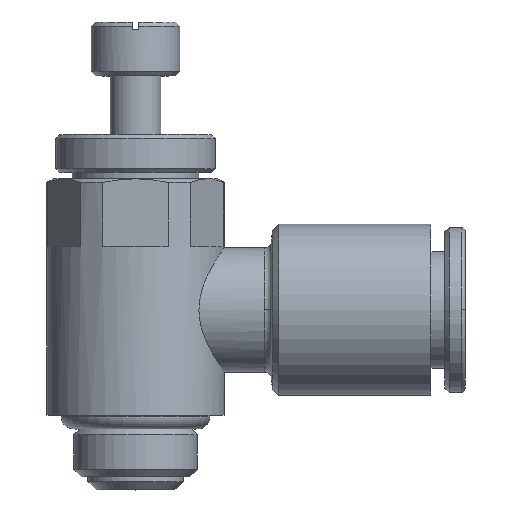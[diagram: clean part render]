
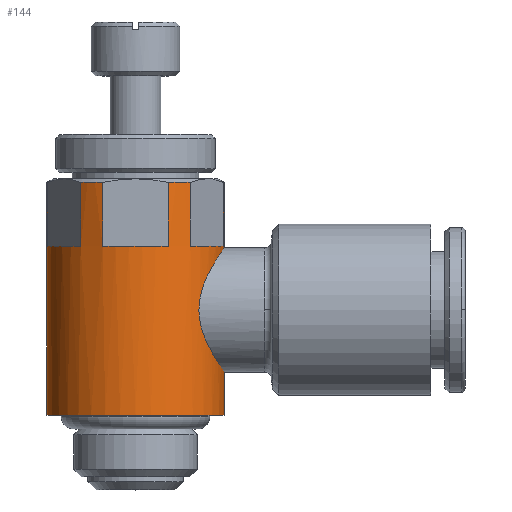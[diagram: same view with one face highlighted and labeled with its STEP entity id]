
A CAD part, top view. The second image highlights one B-rep face of the part: STEP entity #144.
In plain terms, the highlighted cylindrical face has radius 7 mm (diameter 14 mm), a partial arc.
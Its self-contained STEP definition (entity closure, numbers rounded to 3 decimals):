
#144=ADVANCED_FACE('',(#353),#354,.T.);
#353=FACE_OUTER_BOUND('',#562,.T.);
#354=CYLINDRICAL_SURFACE('',#563,7.0);
#562=EDGE_LOOP('',(#1300,#1301,#1302,#1303,#1304,#1305,#1306,#1307,#1308,#1309,#1310,#1311,#1312,#1313,#1314,#1315,#1316,#1317));
#563=AXIS2_PLACEMENT_3D('',#1318,#1319,#1320);
#1300=ORIENTED_EDGE('',*,*,#1327,.T.);
#1301=ORIENTED_EDGE('',*,*,#1389,.T.);
#1302=ORIENTED_EDGE('',*,*,#1343,.T.);
#1303=ORIENTED_EDGE('',*,*,#1524,.F.);
#1304=ORIENTED_EDGE('',*,*,#1544,.T.);
#1305=ORIENTED_EDGE('',*,*,#1547,.F.);
#1306=ORIENTED_EDGE('',*,*,#1542,.T.);
#1307=ORIENTED_EDGE('',*,*,#1528,.F.);
#1308=ORIENTED_EDGE('',*,*,#1540,.T.);
#1309=ORIENTED_EDGE('',*,*,#1548,.F.);
#1310=ORIENTED_EDGE('',*,*,#1538,.T.);
#1311=ORIENTED_EDGE('',*,*,#1533,.F.);
#1312=ORIENTED_EDGE('',*,*,#1535,.T.);
#1313=ORIENTED_EDGE('',*,*,#1549,.F.);
#1314=ORIENTED_EDGE('',*,*,#1536,.T.);
#1315=ORIENTED_EDGE('',*,*,#1530,.F.);
#1316=ORIENTED_EDGE('',*,*,#1329,.T.);
#1317=ORIENTED_EDGE('',*,*,#1550,.F.);
#1318=CARTESIAN_POINT('',(0.0,5.6,0.0));
#1319=DIRECTION('',(-0.0,1.0,0.0));
#1320=DIRECTION('',(1.0,0.0,0.0));
#1327=EDGE_CURVE('',#1561,#1562,#1563,.T.);
#1329=EDGE_CURVE('',#1566,#1564,#1567,.T.);
#1343=EDGE_CURVE('',#1594,#1592,#1595,.T.);
#1389=EDGE_CURVE('',#1562,#1594,#1678,.T.);
#1524=EDGE_CURVE('',#1883,#1592,#1885,.T.);
#1528=EDGE_CURVE('',#1888,#1890,#1891,.T.);
#1530=EDGE_CURVE('',#1566,#1893,#1894,.T.);
#1533=EDGE_CURVE('',#1896,#1898,#1899,.T.);
#1535=EDGE_CURVE('',#1896,#1901,#1902,.T.);
#1536=EDGE_CURVE('',#1903,#1893,#1904,.T.);
#1538=EDGE_CURVE('',#1906,#1898,#1907,.T.);
#1540=EDGE_CURVE('',#1888,#1908,#1910,.T.);
#1542=EDGE_CURVE('',#1912,#1890,#1913,.T.);
#1544=EDGE_CURVE('',#1883,#1914,#1916,.T.);
#1547=EDGE_CURVE('',#1912,#1914,#1919,.T.);
#1548=EDGE_CURVE('',#1906,#1908,#1920,.T.);
#1549=EDGE_CURVE('',#1903,#1901,#1921,.T.);
#1550=EDGE_CURVE('',#1561,#1564,#1922,.T.);
#1561=VERTEX_POINT('',#1933);
#1562=VERTEX_POINT('',#1934);
#1563=LINE('',#1935,#1936);
#1564=VERTEX_POINT('',#1937);
#1566=VERTEX_POINT('',#1939);
#1567=LINE('',#1940,#1941);
#1592=VERTEX_POINT('',#1972);
#1594=VERTEX_POINT('',#1974);
#1595=LINE('',#1975,#1976);
#1678=B_SPLINE_CURVE_WITH_KNOTS('',3,(#2132,#2133,#2134,#2135,#2136,#2137,#2138,#2139,#2140,#2141,#2142,#2143,#2144,#2145,#2146,#2147,#2148,#2149,#2150,#2151,#2152,#2153,#2154,#2155,#2156,#2157,#2158,#2159,#2160,#2161,#2162,#2163,#2164,#2165),.UNSPECIFIED.,.F.,.F.,(4,2,2,2,2,2,2,2,2,2,2,2,2,2,2,2,4),(7.735,8.694,9.654,10.614,11.574,12.548,13.521,14.495,15.469,16.443,17.417,18.39,19.364,20.324,21.284,22.244,23.204),.UNSPECIFIED.);
#1883=VERTEX_POINT('',#2624);
#1885=CIRCLE('',#2637,7.0);
#1888=VERTEX_POINT('',#2662);
#1890=VERTEX_POINT('',#2675);
#1891=CIRCLE('',#2676,7.0);
#1893=VERTEX_POINT('',#2689);
#1894=CIRCLE('',#2690,7.0);
#1896=VERTEX_POINT('',#2703);
#1898=VERTEX_POINT('',#2716);
#1899=CIRCLE('',#2717,7.0);
#1901=VERTEX_POINT('',#2730);
#1902=LINE('',#2731,#2732);
#1903=VERTEX_POINT('',#2733);
#1904=LINE('',#2734,#2735);
#1906=VERTEX_POINT('',#2738);
#1907=LINE('',#2739,#2740);
#1908=VERTEX_POINT('',#2741);
#1910=LINE('',#2744,#2745);
#1912=VERTEX_POINT('',#2748);
#1913=LINE('',#2749,#2750);
#1914=VERTEX_POINT('',#2751);
#1916=LINE('',#2754,#2755);
#1919=CIRCLE('',#2760,7.0);
#1920=CIRCLE('',#2761,7.0);
#1921=CIRCLE('',#2762,7.0);
#1922=CIRCLE('',#2763,7.0);
#1933=CARTESIAN_POINT('',(7.0,-2.1,0.0));
#1934=CARTESIAN_POINT('',(7.0,1.297,0.));
#1935=CARTESIAN_POINT('',(7.0,5.6,0.));
#1936=VECTOR('',#2782,1.0);
#1937=CARTESIAN_POINT('',(-7.0,-2.1,0.));
#1939=CARTESIAN_POINT('',(-7.0,16.241,0.));
#1940=CARTESIAN_POINT('',(-7.0,5.6,0.));
#1941=VECTOR('',#2786,1.0);
#1972=CARTESIAN_POINT('',(7.0,16.241,0.));
#1974=CARTESIAN_POINT('',(7.0,11.097,0.));
#1975=CARTESIAN_POINT('',(7.0,5.6,0.));
#1976=VECTOR('',#2814,1.0);
#2132=CARTESIAN_POINT('',(7.0,1.297,0.));
#2133=CARTESIAN_POINT('',(7.0,1.297,0.32));
#2134=CARTESIAN_POINT('',(6.978,1.329,0.647));
#2135=CARTESIAN_POINT('',(6.888,1.459,1.291));
#2136=CARTESIAN_POINT('',(6.82,1.557,1.608));
#2137=CARTESIAN_POINT('',(6.65,1.811,2.209));
#2138=CARTESIAN_POINT('',(6.547,1.967,2.494));
#2139=CARTESIAN_POINT('',(6.323,2.323,3.017));
#2140=CARTESIAN_POINT('',(6.202,2.522,3.255));
#2141=CARTESIAN_POINT('',(5.961,2.945,3.678));
#2142=CARTESIAN_POINT('',(5.832,3.185,3.878));
#2143=CARTESIAN_POINT('',(5.58,3.708,4.232));
#2144=CARTESIAN_POINT('',(5.457,3.991,4.387));
#2145=CARTESIAN_POINT('',(5.244,4.588,4.639));
#2146=CARTESIAN_POINT('',(5.154,4.902,4.737));
#2147=CARTESIAN_POINT('',(5.032,5.544,4.867));
#2148=CARTESIAN_POINT('',(4.999,5.872,4.9));
#2149=CARTESIAN_POINT('',(4.999,6.522,4.9));
#2150=CARTESIAN_POINT('',(5.032,6.85,4.867));
#2151=CARTESIAN_POINT('',(5.154,7.492,4.737));
#2152=CARTESIAN_POINT('',(5.244,7.806,4.639));
#2153=CARTESIAN_POINT('',(5.457,8.403,4.387));
#2154=CARTESIAN_POINT('',(5.58,8.686,4.232));
#2155=CARTESIAN_POINT('',(5.832,9.209,3.878));
#2156=CARTESIAN_POINT('',(5.961,9.449,3.678));
#2157=CARTESIAN_POINT('',(6.202,9.872,3.255));
#2158=CARTESIAN_POINT('',(6.323,10.071,3.017));
#2159=CARTESIAN_POINT('',(6.547,10.427,2.494));
#2160=CARTESIAN_POINT('',(6.65,10.583,2.209));
#2161=CARTESIAN_POINT('',(6.82,10.837,1.608));
#2162=CARTESIAN_POINT('',(6.888,10.935,1.291));
#2163=CARTESIAN_POINT('',(6.978,11.065,0.647));
#2164=CARTESIAN_POINT('',(7.0,11.097,0.32));
#2165=CARTESIAN_POINT('',(7.0,11.097,0.));
#2624=CARTESIAN_POINT('',(6.928,16.241,1.0));
#2637=AXIS2_PLACEMENT_3D('',#3185,#3186,#3187);
#2662=CARTESIAN_POINT('',(2.598,16.241,6.5));
#2675=CARTESIAN_POINT('',(4.33,16.241,5.5));
#2676=AXIS2_PLACEMENT_3D('',#3188,#3189,#3190);
#2689=CARTESIAN_POINT('',(-6.928,16.241,1.));
#2690=AXIS2_PLACEMENT_3D('',#3191,#3192,#3193);
#2703=CARTESIAN_POINT('',(-4.33,16.241,5.5));
#2716=CARTESIAN_POINT('',(-2.598,16.241,6.5));
#2717=AXIS2_PLACEMENT_3D('',#3194,#3195,#3196);
#2730=CARTESIAN_POINT('',(-4.33,11.2,5.5));
#2731=CARTESIAN_POINT('',(-4.33,13.721,5.5));
#2732=VECTOR('',#3197,1.0);
#2733=CARTESIAN_POINT('',(-6.928,11.2,1.));
#2734=CARTESIAN_POINT('',(-6.928,13.721,1.));
#2735=VECTOR('',#3198,1.0);
#2738=CARTESIAN_POINT('',(-2.598,11.2,6.5));
#2739=CARTESIAN_POINT('',(-2.598,13.721,6.5));
#2740=VECTOR('',#3200,1.0);
#2741=CARTESIAN_POINT('',(2.598,11.2,6.5));
#2744=CARTESIAN_POINT('',(2.598,13.721,6.5));
#2745=VECTOR('',#3202,1.0);
#2748=CARTESIAN_POINT('',(4.33,11.2,5.5));
#2749=CARTESIAN_POINT('',(4.33,13.721,5.5));
#2750=VECTOR('',#3204,1.0);
#2751=CARTESIAN_POINT('',(6.928,11.2,1.0));
#2754=CARTESIAN_POINT('',(6.928,13.721,1.0));
#2755=VECTOR('',#3206,1.0);
#2760=AXIS2_PLACEMENT_3D('',#3209,#3210,#3211);
#2761=AXIS2_PLACEMENT_3D('',#3212,#3213,#3214);
#2762=AXIS2_PLACEMENT_3D('',#3215,#3216,#3217);
#2763=AXIS2_PLACEMENT_3D('',#3218,#3219,#3220);
#2782=DIRECTION('',(0.0,1.0,0.0));
#2786=DIRECTION('',(-0.0,-1.0,-0.0));
#2814=DIRECTION('',(0.0,1.0,0.0));
#3185=CARTESIAN_POINT('',(0.0,16.241,0.0));
#3186=DIRECTION('',(-0.0,1.0,0.0));
#3187=DIRECTION('',(1.0,0.0,0.0));
#3188=CARTESIAN_POINT('',(0.0,16.241,0.0));
#3189=DIRECTION('',(-0.0,1.0,0.0));
#3190=DIRECTION('',(1.0,0.0,0.0));
#3191=CARTESIAN_POINT('',(0.0,16.241,0.0));
#3192=DIRECTION('',(-0.0,1.0,0.0));
#3193=DIRECTION('',(1.0,0.0,0.0));
#3194=CARTESIAN_POINT('',(0.0,16.241,0.0));
#3195=DIRECTION('',(-0.0,1.0,0.0));
#3196=DIRECTION('',(1.0,0.0,0.0));
#3197=DIRECTION('',(0.0,-1.0,-0.0));
#3198=DIRECTION('',(0.0,1.0,0.0));
#3200=DIRECTION('',(0.0,1.0,0.0));
#3202=DIRECTION('',(0.0,-1.0,-0.0));
#3204=DIRECTION('',(0.0,1.0,0.0));
#3206=DIRECTION('',(0.0,-1.0,-0.0));
#3209=CARTESIAN_POINT('',(0.0,11.2,0.0));
#3210=DIRECTION('',(-0.0,1.0,0.0));
#3211=DIRECTION('',(1.0,0.0,0.0));
#3212=CARTESIAN_POINT('',(0.0,11.2,0.0));
#3213=DIRECTION('',(-0.0,1.0,0.0));
#3214=DIRECTION('',(1.0,0.0,0.0));
#3215=CARTESIAN_POINT('',(0.0,11.2,0.0));
#3216=DIRECTION('',(-0.0,1.0,0.0));
#3217=DIRECTION('',(1.0,0.0,0.0));
#3218=CARTESIAN_POINT('',(0.0,-2.1,0.0));
#3219=DIRECTION('',(0.0,-1.0,0.0));
#3220=DIRECTION('',(1.0,0.0,0.0));
